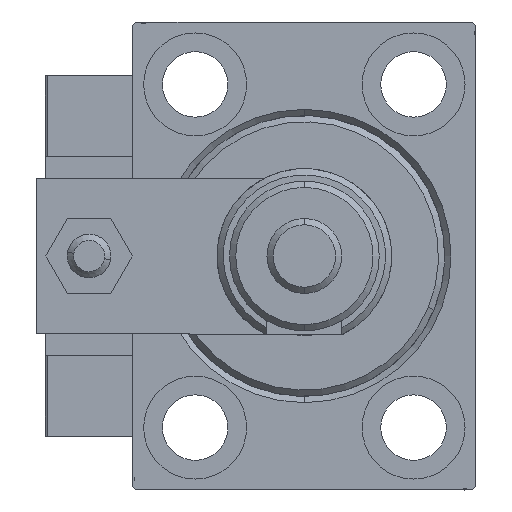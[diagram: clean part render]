
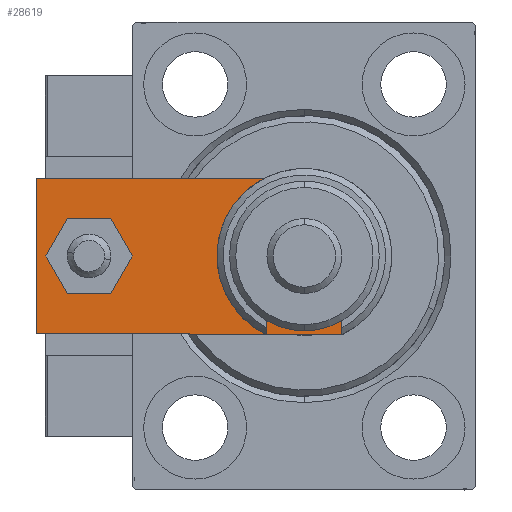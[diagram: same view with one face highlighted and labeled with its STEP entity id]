
A CAD part, left-side view. The second image highlights one B-rep face of the part: STEP entity #28619.
In plain terms, the highlighted face is planar.
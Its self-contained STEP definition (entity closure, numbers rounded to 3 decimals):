
#264 = FACE_BOUND ( 'NONE', #28620, .T. ) ;
#470 = AXIS2_PLACEMENT_3D ( 'NONE', #37043, #24073, #36774 ) ;
#689 = VERTEX_POINT ( 'NONE', #40953 ) ;
#1766 = CARTESIAN_POINT ( 'NONE',  ( 12.5, 55., 6. ) ) ;
#1883 = EDGE_CURVE ( 'NONE', #2515, #2177, #21165, .T. ) ;
#2177 = VERTEX_POINT ( 'NONE', #42434 ) ;
#2515 = VERTEX_POINT ( 'NONE', #1766 ) ;
#2570 = DIRECTION ( 'NONE',  ( 0., 0., 1. ) ) ;
#3217 = DIRECTION ( 'NONE',  ( 0.707, -0.707, 0. ) ) ;
#3803 = CARTESIAN_POINT ( 'NONE',  ( -12.5, 5.66, 6. ) ) ;
#5406 = CARTESIAN_POINT ( 'NONE',  ( 0., 12., 6. ) ) ;
#6330 = EDGE_CURVE ( 'NONE', #43608, #11408, #10145, .T. ) ;
#7169 = CARTESIAN_POINT ( 'NONE',  ( 0., 12., 6. ) ) ;
#7310 = ORIENTED_EDGE ( 'NONE', *, *, #41693, .F. ) ;
#8473 = CARTESIAN_POINT ( 'NONE',  ( -8.25, 12., 6. ) ) ;
#8699 = CARTESIAN_POINT ( 'NONE',  ( -12.5, 0., 6. ) ) ;
#10145 = CIRCLE ( 'NONE', #38712, 8.25 ) ;
#10180 = VERTEX_POINT ( 'NONE', #3803 ) ;
#11408 = VERTEX_POINT ( 'NONE', #8473 ) ;
#11717 = ORIENTED_EDGE ( 'NONE', *, *, #31269, .T. ) ;
#12134 = CARTESIAN_POINT ( 'NONE',  ( -3.42, -3.42, 6. ) ) ;
#12238 = VECTOR ( 'NONE', #3217, 1000. ) ;
#12456 = DIRECTION ( 'NONE',  ( 0., 1., 0. ) ) ;
#12637 = VERTEX_POINT ( 'NONE', #42358 ) ;
#12772 = LINE ( 'NONE', #8699, #36389 ) ;
#13017 = DIRECTION ( 'NONE',  ( -1., 0., 0. ) ) ;
#14721 = AXIS2_PLACEMENT_3D ( 'NONE', #5406, #24928, #37627 ) ;
#15254 = ORIENTED_EDGE ( 'NONE', *, *, #27567, .F. ) ;
#16642 = DIRECTION ( 'NONE',  ( 0., 0., 1. ) ) ;
#19937 = AXIS2_PLACEMENT_3D ( 'NONE', #24652, #25449, #24921 ) ;
#20387 = EDGE_CURVE ( 'NONE', #48715, #689, #12772, .T. ) ;
#20592 = PLANE ( 'NONE',  #19937 ) ;
#20711 = CARTESIAN_POINT ( 'NONE',  ( 0., 46.5, 6. ) ) ;
#21165 = LINE ( 'NONE', #25485, #49763 ) ;
#21247 = CIRCLE ( 'NONE', #470, 4. ) ;
#23059 = VECTOR ( 'NONE', #42413, 1000. ) ;
#24073 = DIRECTION ( 'NONE',  ( 0., 0., 1. ) ) ;
#24652 = CARTESIAN_POINT ( 'NONE',  ( 0., 0., 6. ) ) ;
#24921 = DIRECTION ( 'NONE',  ( 1., 0., 0. ) ) ;
#24928 = DIRECTION ( 'NONE',  ( 0., 0., 1. ) ) ;
#25247 = ORIENTED_EDGE ( 'NONE', *, *, #47838, .T. ) ;
#25449 = DIRECTION ( 'NONE',  ( 0., 0., 1. ) ) ;
#25485 = CARTESIAN_POINT ( 'NONE',  ( 12.5, 55., 6. ) ) ;
#26609 = VECTOR ( 'NONE', #26835, 1000. ) ;
#26822 = ORIENTED_EDGE ( 'NONE', *, *, #49614, .T. ) ;
#26835 = DIRECTION ( 'NONE',  ( 0., -1., 0. ) ) ;
#27567 = EDGE_CURVE ( 'NONE', #11408, #43608, #32882, .T. ) ;
#27792 = ORIENTED_EDGE ( 'NONE', *, *, #1883, .T. ) ;
#28619 = ADVANCED_FACE ( 'NONE', ( #41932, #33295, #264 ), #20592, .T. ) ;
#28620 = EDGE_LOOP ( 'NONE', ( #15254, #47654 ) ) ;
#29310 = LINE ( 'NONE', #45797, #26609 ) ;
#30271 = LINE ( 'NONE', #47033, #23059 ) ;
#31269 = EDGE_CURVE ( 'NONE', #10180, #48715, #44892, .T. ) ;
#32541 = EDGE_LOOP ( 'NONE', ( #38780, #7310 ) ) ;
#32882 = CIRCLE ( 'NONE', #14721, 8.25 ) ;
#33040 = CARTESIAN_POINT ( 'NONE',  ( 12.5, 0., 6. ) ) ;
#33295 = FACE_OUTER_BOUND ( 'NONE', #42659, .T. ) ;
#36389 = VECTOR ( 'NONE', #40913, 1000. ) ;
#36774 = DIRECTION ( 'NONE',  ( 1., 0., 0. ) ) ;
#37043 = CARTESIAN_POINT ( 'NONE',  ( 0., 46.5, 6. ) ) ;
#37627 = DIRECTION ( 'NONE',  ( 1., 0., 0. ) ) ;
#38712 = AXIS2_PLACEMENT_3D ( 'NONE', #7169, #2570, #40177 ) ;
#38780 = ORIENTED_EDGE ( 'NONE', *, *, #46547, .F. ) ;
#39323 = CARTESIAN_POINT ( 'NONE',  ( 4., 46.5, 6. ) ) ;
#39523 = VERTEX_POINT ( 'NONE', #39323 ) ;
#40177 = DIRECTION ( 'NONE',  ( 1., 0., 0. ) ) ;
#40304 = VECTOR ( 'NONE', #12456, 1000. ) ;
#40913 = DIRECTION ( 'NONE',  ( 1., 0., 0. ) ) ;
#40953 = CARTESIAN_POINT ( 'NONE',  ( 6.84, 0., 6. ) ) ;
#41693 = EDGE_CURVE ( 'NONE', #39523, #50718, #45381, .T. ) ;
#41932 = FACE_BOUND ( 'NONE', #32541, .T. ) ;
#42358 = CARTESIAN_POINT ( 'NONE',  ( 12.5, 5.66, 6. ) ) ;
#42413 = DIRECTION ( 'NONE',  ( 0.707, 0.707, 0. ) ) ;
#42434 = CARTESIAN_POINT ( 'NONE',  ( -12.5, 55., 6. ) ) ;
#42444 = ORIENTED_EDGE ( 'NONE', *, *, #51188, .T. ) ;
#42659 = EDGE_LOOP ( 'NONE', ( #42444, #11717, #52049, #26822, #25247, #27792 ) ) ;
#43608 = VERTEX_POINT ( 'NONE', #44712 ) ;
#44712 = CARTESIAN_POINT ( 'NONE',  ( 8.25, 12., 6. ) ) ;
#44892 = LINE ( 'NONE', #12134, #12238 ) ;
#45381 = CIRCLE ( 'NONE', #46273, 4. ) ;
#45797 = CARTESIAN_POINT ( 'NONE',  ( -12.5, 55., 6. ) ) ;
#46273 = AXIS2_PLACEMENT_3D ( 'NONE', #20711, #16642, #49657 ) ;
#46547 = EDGE_CURVE ( 'NONE', #50718, #39523, #21247, .T. ) ;
#47033 = CARTESIAN_POINT ( 'NONE',  ( 3.42, -3.42, 6. ) ) ;
#47654 = ORIENTED_EDGE ( 'NONE', *, *, #6330, .F. ) ;
#47838 = EDGE_CURVE ( 'NONE', #12637, #2515, #50607, .T. ) ;
#48011 = CARTESIAN_POINT ( 'NONE',  ( -6.84, 0., 6. ) ) ;
#48715 = VERTEX_POINT ( 'NONE', #48011 ) ;
#49614 = EDGE_CURVE ( 'NONE', #689, #12637, #30271, .T. ) ;
#49657 = DIRECTION ( 'NONE',  ( 1., 0., 0. ) ) ;
#49763 = VECTOR ( 'NONE', #13017, 1000. ) ;
#50607 = LINE ( 'NONE', #33040, #40304 ) ;
#50718 = VERTEX_POINT ( 'NONE', #53503 ) ;
#51188 = EDGE_CURVE ( 'NONE', #2177, #10180, #29310, .T. ) ;
#52049 = ORIENTED_EDGE ( 'NONE', *, *, #20387, .T. ) ;
#53503 = CARTESIAN_POINT ( 'NONE',  ( -4., 46.5, 6. ) ) ;
